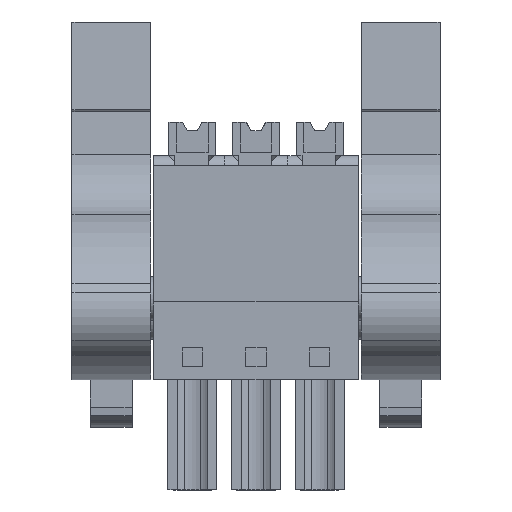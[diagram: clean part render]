
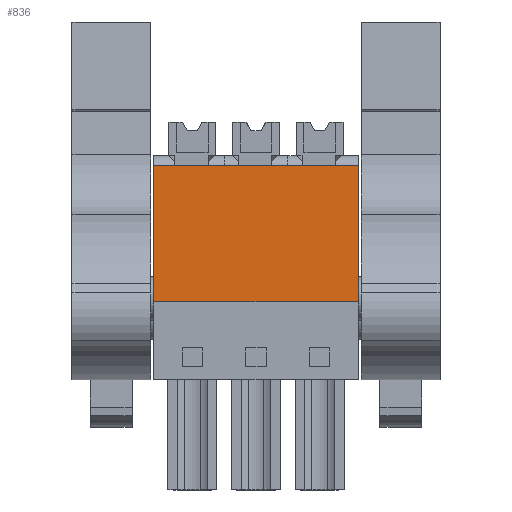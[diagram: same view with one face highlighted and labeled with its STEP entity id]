
A CAD part, front view. The second image highlights one B-rep face of the part: STEP entity #836.
In plain terms, the highlighted planar face has unit normal (0, -1, 0).
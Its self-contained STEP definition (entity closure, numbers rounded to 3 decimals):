
#816=AXIS2_PLACEMENT_3D('Plane Axis2P3D',#813,#814,#815) ;
#77=CARTESIAN_POINT('Vertex',(4.9,2.029,11.25)) ;
#80=CARTESIAN_POINT('Line Origine',(4.9,2.029,15.325)) ;
#84=CARTESIAN_POINT('Vertex',(4.9,2.029,19.4)) ;
#797=CARTESIAN_POINT('Vertex',(17.12,2.029,11.25)) ;
#800=CARTESIAN_POINT('Line Origine',(11.01,2.029,11.25)) ;
#813=CARTESIAN_POINT('Axis2P3D Location',(0.99,2.029,19.4)) ;
#818=CARTESIAN_POINT('Line Origine',(17.12,2.029,15.325)) ;
#822=CARTESIAN_POINT('Vertex',(17.12,2.029,19.4)) ;
#825=CARTESIAN_POINT('Line Origine',(11.01,2.029,19.4)) ;
#81=DIRECTION('Vector Direction',(0.,0.,1.)) ;
#801=DIRECTION('Vector Direction',(1.,0.,0.)) ;
#814=DIRECTION('Axis2P3D Direction',(0.,-1.,0.)) ;
#815=DIRECTION('Axis2P3D XDirection',(0.,0.,-1.)) ;
#819=DIRECTION('Vector Direction',(0.,0.,-1.)) ;
#826=DIRECTION('Vector Direction',(1.,0.,0.)) ;
#82=VECTOR('Line Direction',#81,1.) ;
#802=VECTOR('Line Direction',#801,1.) ;
#820=VECTOR('Line Direction',#819,1.) ;
#827=VECTOR('Line Direction',#826,1.) ;
#831=ORIENTED_EDGE('',*,*,#804,.T.) ;
#832=ORIENTED_EDGE('',*,*,#824,.F.) ;
#833=ORIENTED_EDGE('',*,*,#829,.F.) ;
#834=ORIENTED_EDGE('',*,*,#86,.F.) ;
#836=ADVANCED_FACE('HOUSING',(#835),#817,.T.) ;
#86=EDGE_CURVE('',#78,#85,#83,.T.) ;
#804=EDGE_CURVE('',#78,#798,#803,.T.) ;
#824=EDGE_CURVE('',#823,#798,#821,.T.) ;
#829=EDGE_CURVE('',#85,#823,#828,.T.) ;
#830=EDGE_LOOP('',(#831,#832,#833,#834)) ;
#835=FACE_OUTER_BOUND('',#830,.T.) ;
#83=LINE('Line',#80,#82) ;
#803=LINE('Line',#800,#802) ;
#821=LINE('Line',#818,#820) ;
#828=LINE('Line',#825,#827) ;
#817=PLANE('',#816) ;
#78=VERTEX_POINT('',#77) ;
#85=VERTEX_POINT('',#84) ;
#798=VERTEX_POINT('',#797) ;
#823=VERTEX_POINT('',#822) ;
